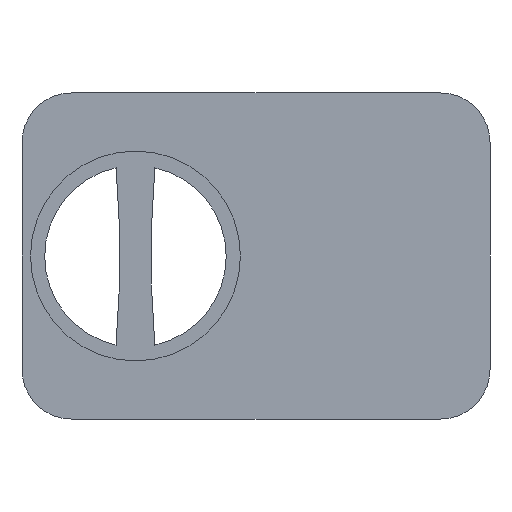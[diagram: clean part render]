
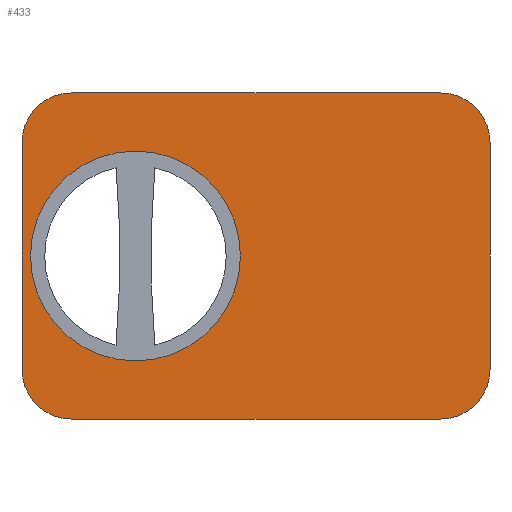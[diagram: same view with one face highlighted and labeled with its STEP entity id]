
A CAD part, front view. The second image highlights one B-rep face of the part: STEP entity #433.
In plain terms, the highlighted planar face has unit normal (0, -1, 0).
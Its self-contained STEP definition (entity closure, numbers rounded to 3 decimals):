
#28=FACE_BOUND('',#60,.T.);
#34=FACE_OUTER_BOUND('',#59,.T.);
#59=EDGE_LOOP('',(#295,#296,#297,#298,#299,#300,#301,#302));
#60=EDGE_LOOP('',(#303));
#90=LINE('',#658,#127);
#91=LINE('',#662,#128);
#92=LINE('',#666,#129);
#93=LINE('',#669,#130);
#127=VECTOR('',#517,10.);
#128=VECTOR('',#520,10.);
#129=VECTOR('',#523,10.);
#130=VECTOR('',#526,10.);
#164=CIRCLE('',#461,3.5);
#165=CIRCLE('',#462,3.5);
#166=CIRCLE('',#463,3.5);
#167=CIRCLE('',#464,3.5);
#168=CIRCLE('',#465,7.4);
#190=VERTEX_POINT('',#654);
#191=VERTEX_POINT('',#655);
#192=VERTEX_POINT('',#657);
#193=VERTEX_POINT('',#659);
#194=VERTEX_POINT('',#661);
#195=VERTEX_POINT('',#663);
#196=VERTEX_POINT('',#665);
#197=VERTEX_POINT('',#667);
#198=VERTEX_POINT('',#670);
#232=EDGE_CURVE('',#190,#191,#164,.T.);
#233=EDGE_CURVE('',#191,#192,#90,.T.);
#234=EDGE_CURVE('',#192,#193,#165,.T.);
#235=EDGE_CURVE('',#193,#194,#91,.T.);
#236=EDGE_CURVE('',#194,#195,#166,.T.);
#237=EDGE_CURVE('',#195,#196,#92,.T.);
#238=EDGE_CURVE('',#196,#197,#167,.T.);
#239=EDGE_CURVE('',#197,#190,#93,.T.);
#240=EDGE_CURVE('',#198,#198,#168,.T.);
#295=ORIENTED_EDGE('',*,*,#232,.T.);
#296=ORIENTED_EDGE('',*,*,#233,.T.);
#297=ORIENTED_EDGE('',*,*,#234,.T.);
#298=ORIENTED_EDGE('',*,*,#235,.T.);
#299=ORIENTED_EDGE('',*,*,#236,.T.);
#300=ORIENTED_EDGE('',*,*,#237,.T.);
#301=ORIENTED_EDGE('',*,*,#238,.T.);
#302=ORIENTED_EDGE('',*,*,#239,.T.);
#303=ORIENTED_EDGE('',*,*,#240,.T.);
#421=PLANE('',#460);
#433=ADVANCED_FACE('',(#34,#28),#421,.T.);
#460=AXIS2_PLACEMENT_3D('',#653,#513,#514);
#461=AXIS2_PLACEMENT_3D('',#656,#515,#516);
#462=AXIS2_PLACEMENT_3D('',#660,#518,#519);
#463=AXIS2_PLACEMENT_3D('',#664,#521,#522);
#464=AXIS2_PLACEMENT_3D('',#668,#524,#525);
#465=AXIS2_PLACEMENT_3D('',#671,#527,#528);
#513=DIRECTION('center_axis',(0.,-1.,0.));
#514=DIRECTION('ref_axis',(-1.,0.,0.));
#515=DIRECTION('center_axis',(0.,-1.,0.));
#516=DIRECTION('ref_axis',(0.707,0.,0.707));
#517=DIRECTION('',(-1.,0.,0.));
#518=DIRECTION('center_axis',(0.,-1.,0.));
#519=DIRECTION('ref_axis',(0.,0.,1.));
#520=DIRECTION('',(0.,0.,-1.));
#521=DIRECTION('center_axis',(0.,-1.,0.));
#522=DIRECTION('ref_axis',(-1.,0.,0.));
#523=DIRECTION('',(1.,0.,0.));
#524=DIRECTION('center_axis',(0.,-1.,0.));
#525=DIRECTION('ref_axis',(0.707,0.,-0.707));
#526=DIRECTION('',(0.,0.,1.));
#527=DIRECTION('center_axis',(0.,1.,0.));
#528=DIRECTION('ref_axis',(-1.,0.,0.));
#653=CARTESIAN_POINT('Origin',(-66.5,126.5,0.));
#654=CARTESIAN_POINT('',(-48.5,126.5,8.));
#655=CARTESIAN_POINT('',(-52.,126.5,11.5));
#656=CARTESIAN_POINT('Origin',(-52.,126.5,8.));
#657=CARTESIAN_POINT('',(-78.,126.5,11.5));
#658=CARTESIAN_POINT('',(-72.25,126.5,11.5));
#659=CARTESIAN_POINT('',(-81.5,126.5,8.));
#660=CARTESIAN_POINT('Origin',(-78.,126.5,8.));
#661=CARTESIAN_POINT('',(-81.5,126.5,-8.));
#662=CARTESIAN_POINT('',(-81.5,126.5,-4.));
#663=CARTESIAN_POINT('',(-78.,126.5,-11.5));
#664=CARTESIAN_POINT('Origin',(-78.,126.5,-8.));
#665=CARTESIAN_POINT('',(-52.,126.5,-11.5));
#666=CARTESIAN_POINT('',(-60.75,126.5,-11.5));
#667=CARTESIAN_POINT('',(-48.5,126.5,-8.));
#668=CARTESIAN_POINT('Origin',(-52.,126.5,-8.));
#669=CARTESIAN_POINT('',(-48.5,126.5,4.));
#670=CARTESIAN_POINT('',(-66.1,126.5,0.));
#671=CARTESIAN_POINT('Origin',(-73.5,126.5,0.));
